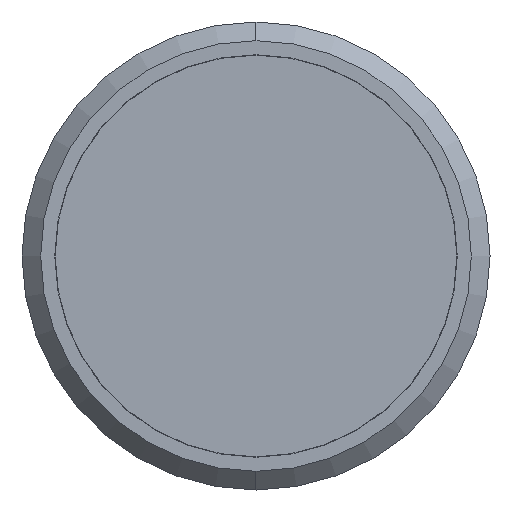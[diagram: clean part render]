
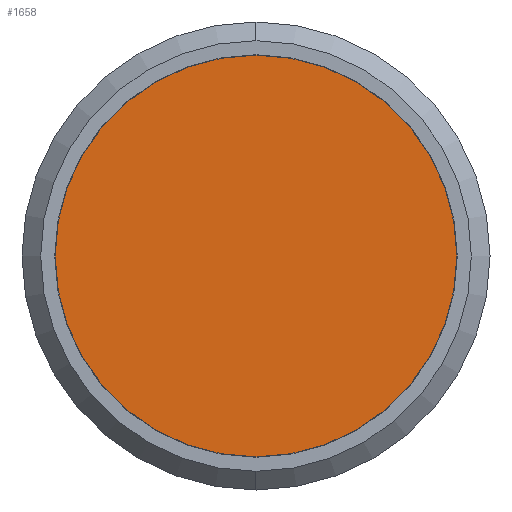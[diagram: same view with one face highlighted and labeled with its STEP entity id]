
A CAD part, left-side view. The second image highlights one B-rep face of the part: STEP entity #1658.
In plain terms, the highlighted planar face has unit normal (-1, 0, 0).
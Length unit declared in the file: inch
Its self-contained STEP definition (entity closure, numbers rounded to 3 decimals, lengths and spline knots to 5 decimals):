
#85 = AXIS2_PLACEMENT_3D ( 'NONE', #5144, #4844, #4867 ) ;
#505 = EDGE_LOOP ( 'NONE', ( #2240, #2464 ) ) ;
#707 = CARTESIAN_POINT ( 'NONE',  ( 0., 0., 0. ) ) ;
#1306 = CARTESIAN_POINT ( 'NONE',  ( 0., 0., 0. ) ) ;
#1430 = CIRCLE ( 'NONE', #85, 0.50689 ) ;
#1658 = ADVANCED_FACE ( 'NONE', ( #6172 ), #5226, .T. ) ;
#1954 = AXIS2_PLACEMENT_3D ( 'NONE', #1306, #4731, #6109 ) ;
#2221 = CARTESIAN_POINT ( 'NONE',  ( 0., 0., 0.50689 ) ) ;
#2240 = ORIENTED_EDGE ( 'NONE', *, *, #5028, .T. ) ;
#2343 = EDGE_CURVE ( 'NONE', #3835, #2354, #1430, .T. ) ;
#2354 = VERTEX_POINT ( 'NONE', #3227 ) ;
#2464 = ORIENTED_EDGE ( 'NONE', *, *, #2343, .T. ) ;
#2616 = DIRECTION ( 'NONE',  ( -1., 0., 0. ) ) ;
#3227 = CARTESIAN_POINT ( 'NONE',  ( 0., 0., -0.50689 ) ) ;
#3544 = CIRCLE ( 'NONE', #5367, 0.50689 ) ;
#3835 = VERTEX_POINT ( 'NONE', #2221 ) ;
#4599 = DIRECTION ( 'NONE',  ( 0., 0., -1. ) ) ;
#4731 = DIRECTION ( 'NONE',  ( -1., 0., 0. ) ) ;
#4844 = DIRECTION ( 'NONE',  ( -1., 0., 0. ) ) ;
#4867 = DIRECTION ( 'NONE',  ( 0., 0., -1. ) ) ;
#5028 = EDGE_CURVE ( 'NONE', #2354, #3835, #3544, .T. ) ;
#5144 = CARTESIAN_POINT ( 'NONE',  ( 0., 0., 0. ) ) ;
#5226 = PLANE ( 'NONE',  #1954 ) ;
#5367 = AXIS2_PLACEMENT_3D ( 'NONE', #707, #2616, #4599 ) ;
#6109 = DIRECTION ( 'NONE',  ( 0., 0., 1. ) ) ;
#6172 = FACE_OUTER_BOUND ( 'NONE', #505, .T. ) ;
